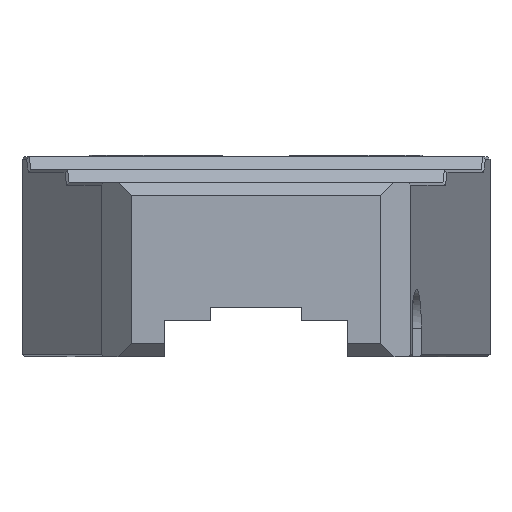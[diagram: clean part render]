
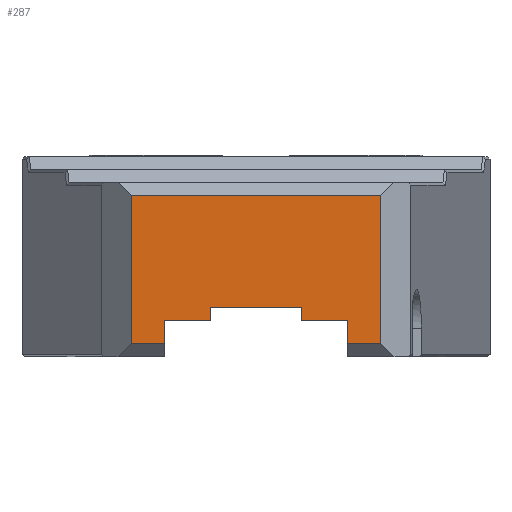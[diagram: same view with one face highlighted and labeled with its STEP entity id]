
A CAD part, left-side view. The second image highlights one B-rep face of the part: STEP entity #287.
In plain terms, the highlighted planar face has unit normal (-1, 0, 0).
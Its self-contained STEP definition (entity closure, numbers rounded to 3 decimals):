
#104=PLANE('',#3493);
#287=ADVANCED_FACE('',(#490),#104,.T.);
#490=FACE_OUTER_BOUND('',#662,.T.);
#662=EDGE_LOOP('',(#1862,#1863,#1864,#1865,#1866,#1867,#1868,#1869,#1870,
#1871,#1872,#1873));
#854=LINE('',#4744,#1224);
#857=LINE('',#4751,#1227);
#871=LINE('',#4794,#1241);
#885=LINE('',#4824,#1255);
#900=LINE('',#4859,#1270);
#916=LINE('',#4902,#1286);
#918=LINE('',#4919,#1288);
#962=LINE('',#5024,#1332);
#967=LINE('',#5034,#1337);
#975=LINE('',#5049,#1345);
#976=LINE('',#5051,#1346);
#977=LINE('',#5052,#1347);
#1224=VECTOR('',#3790,1.);
#1227=VECTOR('',#3795,1.);
#1241=VECTOR('',#3827,1.);
#1255=VECTOR('',#3857,1.);
#1270=VECTOR('',#3892,1.);
#1286=VECTOR('',#3916,1.);
#1288=VECTOR('',#3926,1.);
#1332=VECTOR('',#4022,1.);
#1337=VECTOR('',#4029,1.);
#1345=VECTOR('',#4039,1.);
#1346=VECTOR('',#4042,1.);
#1347=VECTOR('',#4043,1.);
#1862=ORIENTED_EDGE('',*,*,#2950,.F.);
#1863=ORIENTED_EDGE('',*,*,#2927,.F.);
#1864=ORIENTED_EDGE('',*,*,#2872,.F.);
#1865=ORIENTED_EDGE('',*,*,#2909,.F.);
#1866=ORIENTED_EDGE('',*,*,#3017,.F.);
#1867=ORIENTED_EDGE('',*,*,#3003,.F.);
#1868=ORIENTED_EDGE('',*,*,#3008,.T.);
#1869=ORIENTED_EDGE('',*,*,#3016,.T.);
#1870=ORIENTED_EDGE('',*,*,#3018,.F.);
#1871=ORIENTED_EDGE('',*,*,#2869,.T.);
#1872=ORIENTED_EDGE('',*,*,#2892,.F.);
#1873=ORIENTED_EDGE('',*,*,#2945,.T.);
#2553=VERTEX_POINT('',#4743);
#2554=VERTEX_POINT('',#4745);
#2555=VERTEX_POINT('',#4749);
#2557=VERTEX_POINT('',#4752);
#2575=VERTEX_POINT('',#4792);
#2584=VERTEX_POINT('',#4823);
#2595=VERTEX_POINT('',#4860);
#2607=VERTEX_POINT('',#4901);
#2644=VERTEX_POINT('',#5025);
#2645=VERTEX_POINT('',#5026);
#2648=VERTEX_POINT('',#5035);
#2653=VERTEX_POINT('',#5048);
#2869=EDGE_CURVE('',#2554,#2553,#854,.T.);
#2872=EDGE_CURVE('',#2555,#2557,#857,.T.);
#2892=EDGE_CURVE('',#2575,#2553,#871,.T.);
#2909=EDGE_CURVE('',#2584,#2555,#885,.T.);
#2927=EDGE_CURVE('',#2557,#2595,#900,.T.);
#2945=EDGE_CURVE('',#2575,#2607,#916,.T.);
#2950=EDGE_CURVE('',#2595,#2607,#918,.T.);
#3003=EDGE_CURVE('',#2644,#2645,#962,.T.);
#3008=EDGE_CURVE('',#2644,#2648,#967,.T.);
#3016=EDGE_CURVE('',#2648,#2653,#975,.T.);
#3017=EDGE_CURVE('',#2645,#2584,#976,.T.);
#3018=EDGE_CURVE('',#2554,#2653,#977,.T.);
#3493=AXIS2_PLACEMENT_3D('',#5053,#4044,#4045);
#3790=DIRECTION('',(0.,0.,1.));
#3795=DIRECTION('',(0.,1.,0.));
#3827=DIRECTION('',(0.,1.,0.));
#3857=DIRECTION('',(0.,0.,1.));
#3892=DIRECTION('',(0.,0.,1.));
#3916=DIRECTION('',(0.,0.,1.));
#3926=DIRECTION('',(0.,1.,0.));
#4022=DIRECTION('',(0.,0.,-1.));
#4029=DIRECTION('',(0.,1.,0.));
#4039=DIRECTION('',(0.,0.,-1.));
#4042=DIRECTION('',(0.,1.,0.));
#4043=DIRECTION('',(0.,1.,0.));
#4044=DIRECTION('',(-1.,0.,0.));
#4045=DIRECTION('',(0.,1.,0.));
#4743=CARTESIAN_POINT('',(-320.,35.,-63.6));
#4744=CARTESIAN_POINT('',(-320.,35.,-72.6));
#4745=CARTESIAN_POINT('',(-320.,35.,-72.6));
#4749=CARTESIAN_POINT('',(-320.,-35.,-63.6));
#4751=CARTESIAN_POINT('',(-320.,-35.,-63.6));
#4752=CARTESIAN_POINT('',(-320.,-17.5,-63.6));
#4792=CARTESIAN_POINT('',(-320.,17.5,-63.6));
#4794=CARTESIAN_POINT('',(-320.,17.5,-63.6));
#4823=CARTESIAN_POINT('',(-320.,-35.,-72.6));
#4824=CARTESIAN_POINT('',(-320.,-35.,-72.6));
#4859=CARTESIAN_POINT('',(-320.,-17.5,-63.6));
#4860=CARTESIAN_POINT('',(-320.,-17.5,-58.6));
#4901=CARTESIAN_POINT('',(-320.,17.5,-58.6));
#4902=CARTESIAN_POINT('',(-320.,17.5,-63.6));
#4919=CARTESIAN_POINT('',(-320.,-17.5,-58.6));
#5024=CARTESIAN_POINT('',(-320.,-48.076,-15.6));
#5025=CARTESIAN_POINT('',(-320.,-48.076,-15.6));
#5026=CARTESIAN_POINT('',(-320.,-48.076,-72.6));
#5034=CARTESIAN_POINT('',(-320.,-48.076,-15.6));
#5035=CARTESIAN_POINT('',(-320.,48.076,-15.6));
#5048=CARTESIAN_POINT('',(-320.,48.076,-72.6));
#5049=CARTESIAN_POINT('',(-320.,48.076,-15.6));
#5051=CARTESIAN_POINT('',(-320.,-48.076,-72.6));
#5052=CARTESIAN_POINT('',(-320.,35.,-72.6));
#5053=CARTESIAN_POINT('',(-320.,58.076,-77.6));
